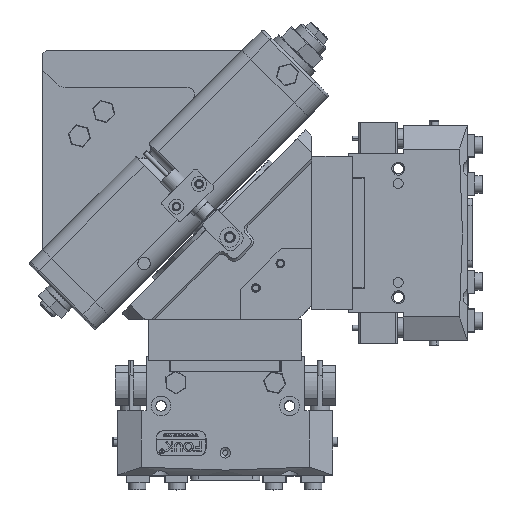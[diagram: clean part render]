
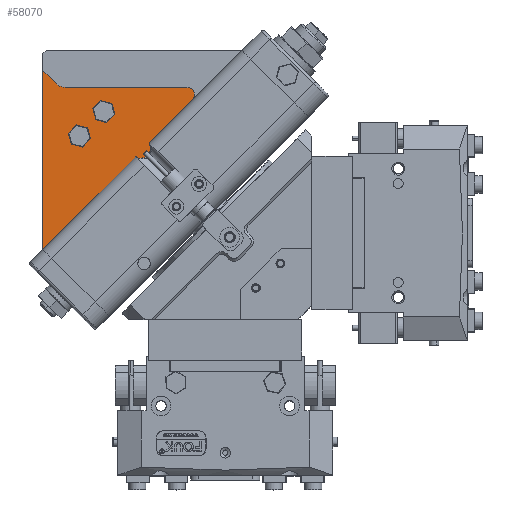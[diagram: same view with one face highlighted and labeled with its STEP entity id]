
A CAD part, top view. The second image highlights one B-rep face of the part: STEP entity #58070.
In plain terms, the highlighted planar face has unit normal (0, 0, 1).
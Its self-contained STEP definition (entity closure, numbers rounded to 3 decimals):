
#8 = CARTESIAN_POINT ( 'NONE',  ( 9.142, 85., 73. ) ) ;
#700 = LINE ( 'NONE', #58915, #2780 ) ;
#744 = ORIENTED_EDGE ( 'NONE', *, *, #67861, .F. ) ;
#2780 = VECTOR ( 'NONE', #31485, 1000. ) ;
#2814 = CARTESIAN_POINT ( 'NONE',  ( 0., 14.39, 73. ) ) ;
#3402 = AXIS2_PLACEMENT_3D ( 'NONE', #19136, #45464, #12522 ) ;
#3435 = DIRECTION ( 'NONE',  ( 0.707, 0.707, 0. ) ) ;
#5497 = CARTESIAN_POINT ( 'NONE',  ( 5.607, 81.464, 73. ) ) ;
#6355 = LINE ( 'NONE', #17068, #60084 ) ;
#7224 = DIRECTION ( 'NONE',  ( 0.707, 0.707, 0. ) ) ;
#7782 = VERTEX_POINT ( 'NONE', #5497 ) ;
#8117 = DIRECTION ( 'NONE',  ( 0.707, -0.707, 0. ) ) ;
#8685 = DIRECTION ( 'NONE',  ( 0.707, 0.707, 0. ) ) ;
#9507 = AXIS2_PLACEMENT_3D ( 'NONE', #60475, #61063, #20876 ) ;
#12522 = DIRECTION ( 'NONE',  ( 0.707, 0.707, 0. ) ) ;
#13071 = AXIS2_PLACEMENT_3D ( 'NONE', #62393, #43000, #3435 ) ;
#14606 = CARTESIAN_POINT ( 'NONE',  ( 37.757, 51.851, 73. ) ) ;
#17068 = CARTESIAN_POINT ( 'NONE',  ( 58.368, 80., 73. ) ) ;
#17362 = DIRECTION ( 'NONE',  ( 1., 0., 0. ) ) ;
#18326 = VERTEX_POINT ( 'NONE', #75237 ) ;
#19126 = DIRECTION ( 'NONE',  ( 0.707, 0.707, 0. ) ) ;
#19136 = CARTESIAN_POINT ( 'NONE',  ( 58.368, 77., 73. ) ) ;
#19494 = VERTEX_POINT ( 'NONE', #34098 ) ;
#20094 = CIRCLE ( 'NONE', #13071, 0.3 ) ;
#20876 = DIRECTION ( 'NONE',  ( -0.707, -0.707, 0. ) ) ;
#21776 = AXIS2_PLACEMENT_3D ( 'NONE', #8, #65872, #7224 ) ;
#21976 = VERTEX_POINT ( 'NONE', #33895 ) ;
#22791 = ORIENTED_EDGE ( 'NONE', *, *, #61443, .F. ) ;
#23184 = VERTEX_POINT ( 'NONE', #40435 ) ;
#24746 = CARTESIAN_POINT ( 'NONE',  ( 0., 14.39, 73. ) ) ;
#25076 = CIRCLE ( 'NONE', #26548, 0.3 ) ;
#25264 = EDGE_CURVE ( 'NONE', #18326, #23184, #73517, .T. ) ;
#26548 = AXIS2_PLACEMENT_3D ( 'NONE', #35298, #82086, #8685 ) ;
#26632 = EDGE_CURVE ( 'NONE', #71183, #18326, #80074, .T. ) ;
#27597 = CARTESIAN_POINT ( 'NONE',  ( 58.368, 77., 73. ) ) ;
#28810 = ORIENTED_EDGE ( 'NONE', *, *, #26632, .F. ) ;
#29205 = EDGE_CURVE ( 'NONE', #75535, #71183, #6355, .T. ) ;
#30026 = VERTEX_POINT ( 'NONE', #84315 ) ;
#30124 = DIRECTION ( 'NONE',  ( 0., 0., -1. ) ) ;
#30226 = ORIENTED_EDGE ( 'NONE', *, *, #41863, .T. ) ;
#31485 = DIRECTION ( 'NONE',  ( 0., -1., 0. ) ) ;
#33895 = CARTESIAN_POINT ( 'NONE',  ( 37.407, 51.797, 73. ) ) ;
#34098 = CARTESIAN_POINT ( 'NONE',  ( 43.149, 57.243, 73. ) ) ;
#34369 = VERTEX_POINT ( 'NONE', #78484 ) ;
#35089 = DIRECTION ( 'NONE',  ( 0., 0., 1. ) ) ;
#35298 = CARTESIAN_POINT ( 'NONE',  ( 37.619, 51.585, 73. ) ) ;
#36034 = EDGE_CURVE ( 'NONE', #21976, #76230, #25076, .T. ) ;
#38103 = CARTESIAN_POINT ( 'NONE',  ( 9.142, 80., 73. ) ) ;
#38997 = VECTOR ( 'NONE', #8117, 1000. ) ;
#40435 = CARTESIAN_POINT ( 'NONE',  ( 60.489, 74.879, 73. ) ) ;
#40840 = ORIENTED_EDGE ( 'NONE', *, *, #51493, .F. ) ;
#41805 = DIRECTION ( 'NONE',  ( 0.707, 0.707, 0. ) ) ;
#41863 = EDGE_CURVE ( 'NONE', #19494, #34369, #20094, .T. ) ;
#43000 = DIRECTION ( 'NONE',  ( 0., 0., -1. ) ) ;
#45461 = CARTESIAN_POINT ( 'NONE',  ( 0., 14.39, 73. ) ) ;
#45464 = DIRECTION ( 'NONE',  ( 0., 0., -1. ) ) ;
#48302 = CARTESIAN_POINT ( 'NONE',  ( 5.607, 81.464, 73. ) ) ;
#51456 = LINE ( 'NONE', #48302, #38997 ) ;
#51493 = EDGE_CURVE ( 'NONE', #7782, #75535, #77038, .T. ) ;
#53494 = ORIENTED_EDGE ( 'NONE', *, *, #71928, .T. ) ;
#53913 = AXIS2_PLACEMENT_3D ( 'NONE', #69672, #30124, #81834 ) ;
#55377 = AXIS2_PLACEMENT_3D ( 'NONE', #27597, #35089, #81027 ) ;
#55803 = FACE_OUTER_BOUND ( 'NONE', #70292, .T. ) ;
#57085 = LINE ( 'NONE', #45461, #80841 ) ;
#57566 = EDGE_CURVE ( 'NONE', #34369, #23184, #83641, .T. ) ;
#57753 = VERTEX_POINT ( 'NONE', #24746 ) ;
#57806 = ORIENTED_EDGE ( 'NONE', *, *, #68192, .T. ) ;
#58070 = ADVANCED_FACE ( 'NONE', ( #55803 ), #67711, .T. ) ;
#58163 = ORIENTED_EDGE ( 'NONE', *, *, #25264, .F. ) ;
#58315 = ORIENTED_EDGE ( 'NONE', *, *, #57566, .T. ) ;
#58915 = CARTESIAN_POINT ( 'NONE',  ( 0., 87.071, 73. ) ) ;
#60084 = VECTOR ( 'NONE', #17362, 1000. ) ;
#60475 = CARTESIAN_POINT ( 'NONE',  ( 39.598, 55.402, 73. ) ) ;
#61063 = DIRECTION ( 'NONE',  ( 0., 0., -1. ) ) ;
#61443 = EDGE_CURVE ( 'NONE', #19494, #76230, #73880, .T. ) ;
#62393 = CARTESIAN_POINT ( 'NONE',  ( 43.415, 57.381, 73. ) ) ;
#65872 = DIRECTION ( 'NONE',  ( 0., 0., 1. ) ) ;
#67711 = PLANE ( 'NONE',  #55377 ) ;
#67861 = EDGE_CURVE ( 'NONE', #30026, #7782, #51456, .T. ) ;
#68192 = EDGE_CURVE ( 'NONE', #30026, #57753, #700, .T. ) ;
#69523 = ORIENTED_EDGE ( 'NONE', *, *, #29205, .F. ) ;
#69672 = CARTESIAN_POINT ( 'NONE',  ( 58.368, 77., 73. ) ) ;
#70292 = EDGE_LOOP ( 'NONE', ( #53494, #85067, #22791, #30226, #58315, #58163, #28810, #69523, #40840, #744, #57806 ) ) ;
#71183 = VERTEX_POINT ( 'NONE', #80355 ) ;
#71928 = EDGE_CURVE ( 'NONE', #57753, #21976, #57085, .T. ) ;
#73517 = CIRCLE ( 'NONE', #3402, 3. ) ;
#73880 = CIRCLE ( 'NONE', #9507, 4. ) ;
#75237 = CARTESIAN_POINT ( 'NONE',  ( 60.489, 79.121, 73. ) ) ;
#75535 = VERTEX_POINT ( 'NONE', #38103 ) ;
#76230 = VERTEX_POINT ( 'NONE', #14606 ) ;
#77038 = CIRCLE ( 'NONE', #21776, 5. ) ;
#78484 = CARTESIAN_POINT ( 'NONE',  ( 43.203, 57.593, 73. ) ) ;
#78485 = VECTOR ( 'NONE', #41805, 1000. ) ;
#80074 = CIRCLE ( 'NONE', #53913, 3. ) ;
#80355 = CARTESIAN_POINT ( 'NONE',  ( 58.368, 80., 73. ) ) ;
#80841 = VECTOR ( 'NONE', #19126, 1000. ) ;
#81027 = DIRECTION ( 'NONE',  ( 0.707, 0.707, 0. ) ) ;
#81834 = DIRECTION ( 'NONE',  ( 0.707, 0.707, 0. ) ) ;
#82086 = DIRECTION ( 'NONE',  ( 0., 0., -1. ) ) ;
#83641 = LINE ( 'NONE', #2814, #78485 ) ;
#84315 = CARTESIAN_POINT ( 'NONE',  ( 0., 87.071, 73. ) ) ;
#85067 = ORIENTED_EDGE ( 'NONE', *, *, #36034, .T. ) ;
